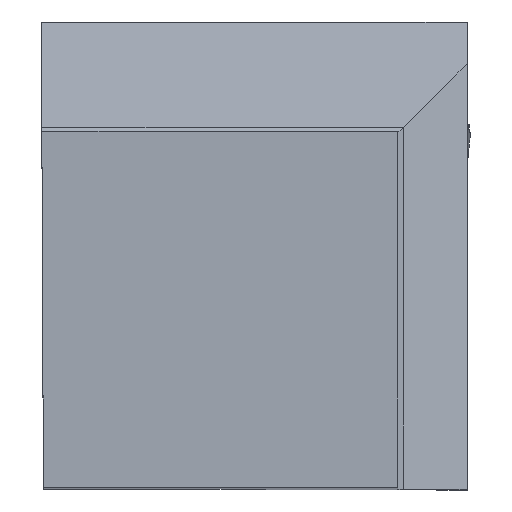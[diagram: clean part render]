
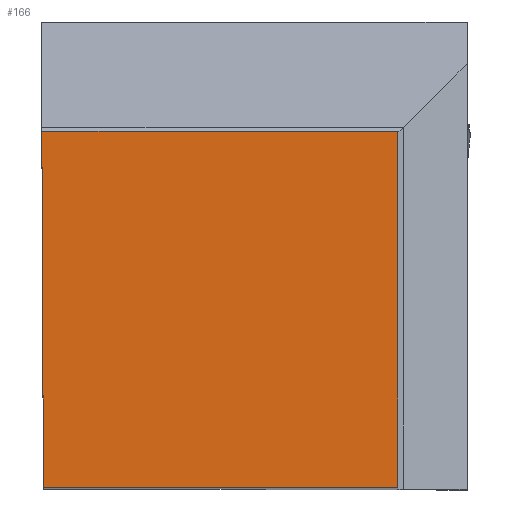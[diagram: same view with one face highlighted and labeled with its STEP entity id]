
A CAD part, top view. The second image highlights one B-rep face of the part: STEP entity #166.
In plain terms, the highlighted planar face has unit normal (0, 0, 1).
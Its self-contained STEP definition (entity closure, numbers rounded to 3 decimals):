
#166=ADVANCED_FACE('BLANK_BOXF006',(#267),#214,.F.);
#214=PLANE('',#1315);
#267=FACE_OUTER_BOUND('',#325,.T.);
#325=EDGE_LOOP('',(#589,#590,#591,#592));
#589=ORIENTED_EDGE('',*,*,#913,.T.);
#590=ORIENTED_EDGE('',*,*,#914,.T.);
#591=ORIENTED_EDGE('',*,*,#915,.T.);
#592=ORIENTED_EDGE('',*,*,#882,.T.);
#750=VERTEX_POINT('',#1929);
#751=VERTEX_POINT('',#1931);
#773=VERTEX_POINT('',#1988);
#774=VERTEX_POINT('',#1990);
#882=EDGE_CURVE('',#751,#750,#1010,.T.);
#913=EDGE_CURVE('',#750,#773,#1036,.T.);
#914=EDGE_CURVE('',#773,#774,#1037,.T.);
#915=EDGE_CURVE('',#774,#751,#1038,.T.);
#1010=LINE('',#1930,#1132);
#1036=LINE('',#1987,#1158);
#1037=LINE('',#1989,#1159);
#1038=LINE('',#1991,#1160);
#1132=VECTOR('',#1543,1.);
#1158=VECTOR('',#1587,1.);
#1159=VECTOR('',#1588,1.);
#1160=VECTOR('',#1589,1.);
#1315=AXIS2_PLACEMENT_3D('',#1992,#1590,#1591);
#1543=DIRECTION('',(1.,0.,0.));
#1587=DIRECTION('',(0.,1.,0.));
#1588=DIRECTION('',(-1.,0.,0.));
#1589=DIRECTION('',(0.004,-1.,0.));
#1590=DIRECTION('',(0.,0.,-1.));
#1591=DIRECTION('',(0.,-1.,0.));
#1929=CARTESIAN_POINT('',(31.623,0.,0.));
#1930=CARTESIAN_POINT('',(-151.65,0.,0.));
#1931=CARTESIAN_POINT('',(0.138,0.,0.));
#1987=CARTESIAN_POINT('',(31.623,-151.65,0.));
#1988=CARTESIAN_POINT('',(31.623,31.623,0.));
#1989=CARTESIAN_POINT('',(151.65,31.623,0.));
#1990=CARTESIAN_POINT('',(0.,31.623,0.));
#1991=CARTESIAN_POINT('',(-0.524,151.649,0.));
#1992=CARTESIAN_POINT('',(37.775,-5.,0.));
